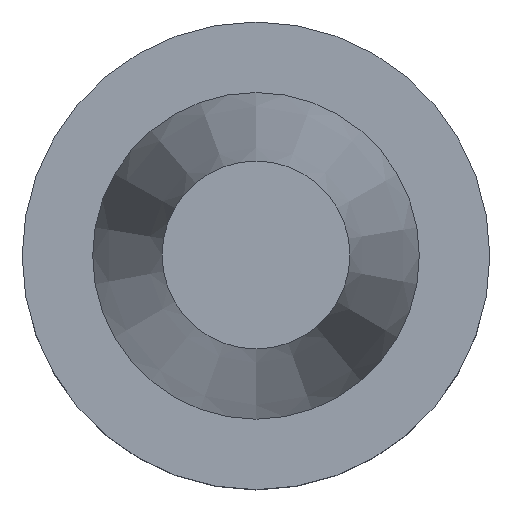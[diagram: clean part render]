
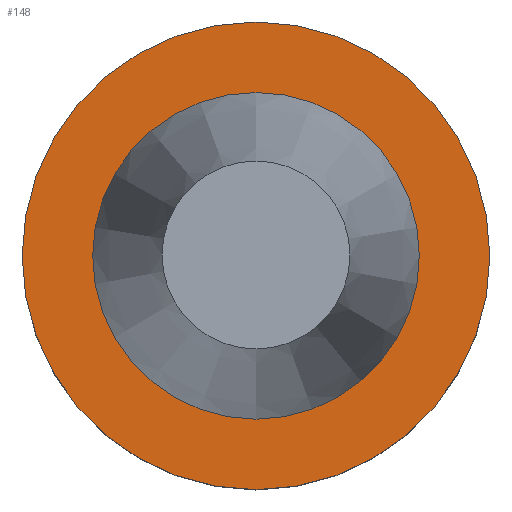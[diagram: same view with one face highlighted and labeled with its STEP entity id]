
A CAD part, top view. The second image highlights one B-rep face of the part: STEP entity #148.
In plain terms, the highlighted planar face has unit normal (0, 0, 1).
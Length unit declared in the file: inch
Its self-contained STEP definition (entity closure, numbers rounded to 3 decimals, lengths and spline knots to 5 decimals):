
#82=EDGE_CURVE('Unnamed[1]',#212,#212,#213,.T.);
#106=EDGE_CURVE('Unnamed[1]',#248,#248,#249,.T.);
#148=ADVANCED_FACE('Unnamed[1]',(#312,#313),#314,.T.);
#212=VERTEX_POINT('',#391);
#213=CIRCLE('',#392,34.925);
#248=VERTEX_POINT('',#435);
#249=CIRCLE('',#436,50.0);
#312=FACE_BOUND('',#514,.T.);
#313=FACE_OUTER_BOUND('',#515,.T.);
#314=PLANE('',#516);
#391=CARTESIAN_POINT('',(0.,34.925,-1.5));
#392=AXIS2_PLACEMENT_3D('',#592,#593,#594);
#435=CARTESIAN_POINT('',(0.,50.0,-1.5));
#436=AXIS2_PLACEMENT_3D('',#631,#632,#633);
#514=EDGE_LOOP('',(#701));
#515=EDGE_LOOP('',(#702));
#516=AXIS2_PLACEMENT_3D('',#703,#704,#705);
#592=CARTESIAN_POINT('',(0.,0.,-1.5));
#593=DIRECTION('',(0.,0.,1.0));
#594=DIRECTION('',(0.,1.0,0.));
#631=CARTESIAN_POINT('',(0.,0.,-1.5));
#632=DIRECTION('',(0.,0.,1.0));
#633=DIRECTION('',(0.,1.0,0.));
#701=ORIENTED_EDGE('',*,*,#82,.F.);
#702=ORIENTED_EDGE('',*,*,#106,.T.);
#703=CARTESIAN_POINT('',(0.,42.4625,-1.5));
#704=DIRECTION('',(0.,0.,1.0));
#705=DIRECTION('',(0.,1.0,0.));
